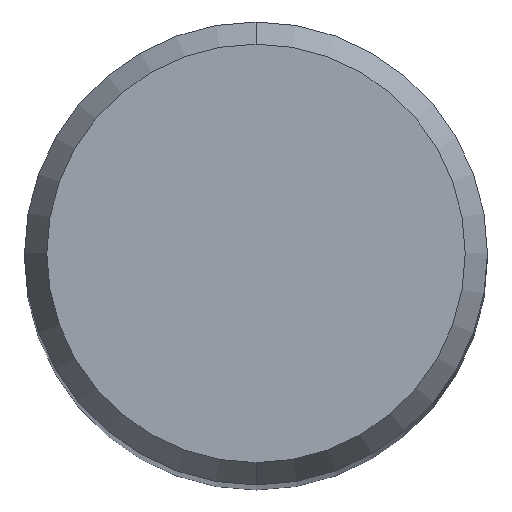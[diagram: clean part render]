
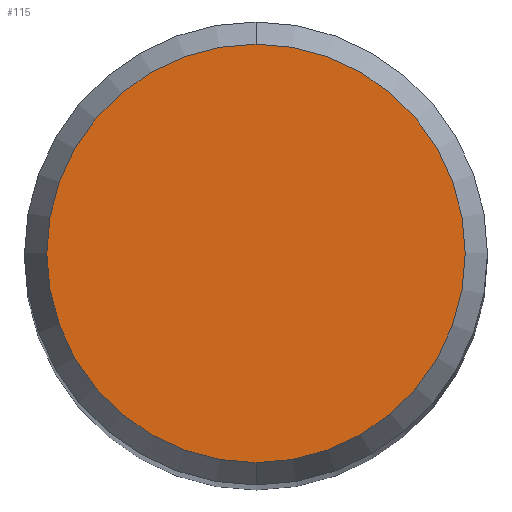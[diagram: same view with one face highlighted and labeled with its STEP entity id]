
A CAD part, top view. The second image highlights one B-rep face of the part: STEP entity #115.
In plain terms, the highlighted planar face has unit normal (0, 0, 1).
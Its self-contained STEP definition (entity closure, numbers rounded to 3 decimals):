
#115=ADVANCED_FACE('',(#268),#269,.T.);
#157=VERTEX_POINT('',#317);
#199=EDGE_CURVE('',#221,#157,#364,.T.);
#217=EDGE_CURVE('',#157,#221,#382,.T.);
#221=VERTEX_POINT('',#386);
#268=FACE_OUTER_BOUND('',#431,.T.);
#269=PLANE('',#432);
#317=CARTESIAN_POINT('',(0.,-2.158,0.0));
#364=CIRCLE('',#560,2.158);
#382=CIRCLE('',#584,2.158);
#386=CARTESIAN_POINT('',(0.0,2.158,0.0));
#431=EDGE_LOOP('',(#626,#627));
#432=AXIS2_PLACEMENT_3D('',#628,#629,#630);
#560=AXIS2_PLACEMENT_3D('',#758,#759,#760);
#584=AXIS2_PLACEMENT_3D('',#766,#767,#768);
#626=ORIENTED_EDGE('',*,*,#199,.F.);
#627=ORIENTED_EDGE('',*,*,#217,.F.);
#628=CARTESIAN_POINT('',(0.0,1.079,0.0));
#629=DIRECTION('',(-0.0,0.0,1.0));
#630=DIRECTION('',(0.0,-1.0,0.0));
#758=CARTESIAN_POINT('',(0.0,0.0,0.0));
#759=DIRECTION('',(0.0,0.0,-1.0));
#760=DIRECTION('',(0.0,1.0,0.0));
#766=CARTESIAN_POINT('',(0.0,0.0,0.0));
#767=DIRECTION('',(0.0,0.0,-1.0));
#768=DIRECTION('',(0.0,1.0,0.0));
